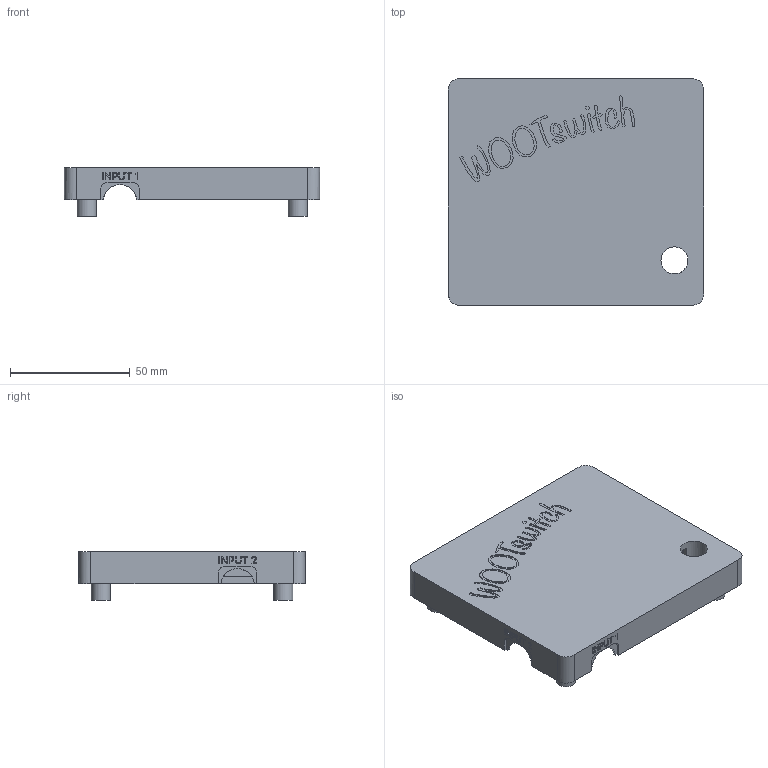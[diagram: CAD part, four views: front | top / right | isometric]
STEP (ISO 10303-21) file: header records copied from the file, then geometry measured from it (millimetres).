
FILE_DESCRIPTION(/* description */ ('STEP AP242','CAx-IF Rec.Pracs.---Representation and Presentation of Product Manufacturing Information (PMI)---4.0---2014-10-13','CAx-IF Rec.Pracs.---3D Tessellated Geometry---0.4---2014-09-14','2;1'),/* implementation_level */ '2;1');
FILE_NAME(/* name */ '6902461b8c2391db00046b71',/* time_stamp */ '2025-10-29T16:51:40Z',/* author */ (''),/* organization */ (''),/* preprocessor_version */ 'ST-DEVELOPER v20',/* originating_system */ 'ONSHAPE BY PTC INC, 1.205',/* authorisation */ ' ');
FILE_SCHEMA (('AP242_MANAGED_MODEL_BASED_3D_ENGINEERING_MIM_LF { 1 0 10303 442 1 1 4 }'));
Length unit declared in the file: metre
Products named in the file (1): Top
Bounding box: 106.4 x 94.4 x 20.26 mm (x, y, z)
Volume: 42221.5 mm3; surface area: 31537.5 mm2
Topology: 1 solids, 1 shells, 945 faces, 2668 edges, 1780 vertices
Faces by surface type: plane 645, cylinder 205, bspline 95
Full cylindrical faces by diameter (mm): 3.5 x4, 8 x4, 11.25 x1
Entity records: 30875 total; most frequent: CARTESIAN_POINT 6678, ORIENTED_EDGE 5306, DIRECTION 4575, EDGE_CURVE 2653, LINE 2021, VECTOR 2021, VERTEX_POINT 1774, AXIS2_PLACEMENT_3D 1277
